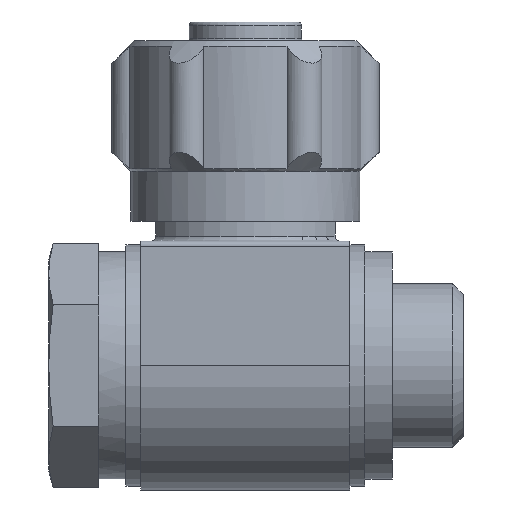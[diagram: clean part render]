
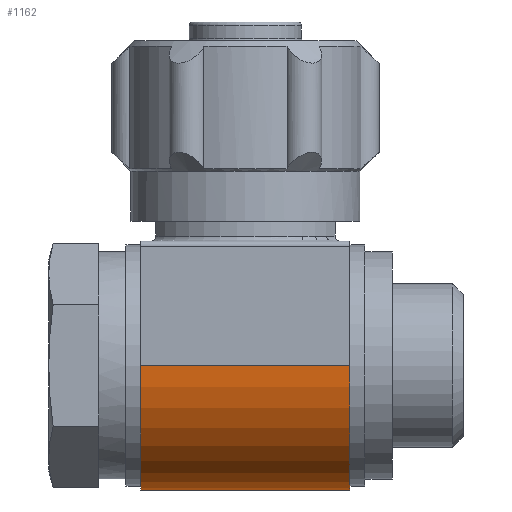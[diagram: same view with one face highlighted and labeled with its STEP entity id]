
A CAD part, left-side view. The second image highlights one B-rep face of the part: STEP entity #1162.
In plain terms, the highlighted cylindrical face has radius 10 mm (diameter 20 mm), a partial arc.
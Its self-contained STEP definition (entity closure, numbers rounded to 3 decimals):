
#75=CYLINDRICAL_SURFACE('',#1282,10.);
#122=CIRCLE('',#1283,10.);
#123=CIRCLE('',#1284,10.);
#230=ORIENTED_EDGE('',*,*,#541,.T.);
#231=ORIENTED_EDGE('',*,*,#542,.F.);
#232=ORIENTED_EDGE('',*,*,#543,.F.);
#233=ORIENTED_EDGE('',*,*,#539,.T.);
#539=EDGE_CURVE('',#697,#696,#778,.T.);
#541=EDGE_CURVE('',#696,#698,#122,.T.);
#542=EDGE_CURVE('',#699,#698,#780,.T.);
#543=EDGE_CURVE('',#697,#699,#123,.T.);
#696=VERTEX_POINT('',#1911);
#697=VERTEX_POINT('',#1913);
#698=VERTEX_POINT('',#1917);
#699=VERTEX_POINT('',#1919);
#778=LINE('',#1912,#838);
#780=LINE('',#1918,#840);
#838=VECTOR('',#1502,1000.);
#840=VECTOR('',#1508,1000.);
#906=EDGE_LOOP('',(#230,#231,#232,#233));
#1020=FACE_BOUND('',#906,.T.);
#1162=ADVANCED_FACE('',(#1020),#75,.T.);
#1282=AXIS2_PLACEMENT_3D('',#1915,#1504,#1505);
#1283=AXIS2_PLACEMENT_3D('',#1916,#1506,#1507);
#1284=AXIS2_PLACEMENT_3D('',#1920,#1509,#1510);
#1502=DIRECTION('',(0.,1.,0.));
#1504=DIRECTION('',(0.,1.,0.));
#1505=DIRECTION('',(0.,0.,1.));
#1506=DIRECTION('',(0.,-1.,0.));
#1507=DIRECTION('',(1.,0.,0.));
#1508=DIRECTION('',(0.,1.,0.));
#1509=DIRECTION('',(0.,-1.,0.));
#1510=DIRECTION('',(1.,0.,0.));
#1911=CARTESIAN_POINT('',(-10.,8.4,0.));
#1912=CARTESIAN_POINT('',(-10.,-8.4,0.));
#1913=CARTESIAN_POINT('',(-10.,-8.4,0.));
#1915=CARTESIAN_POINT('',(0.,-8.4,0.));
#1916=CARTESIAN_POINT('',(0.,8.4,0.));
#1917=CARTESIAN_POINT('',(10.,8.4,0.));
#1918=CARTESIAN_POINT('',(10.,-8.4,0.));
#1919=CARTESIAN_POINT('',(10.,-8.4,0.));
#1920=CARTESIAN_POINT('',(0.,-8.4,0.));
